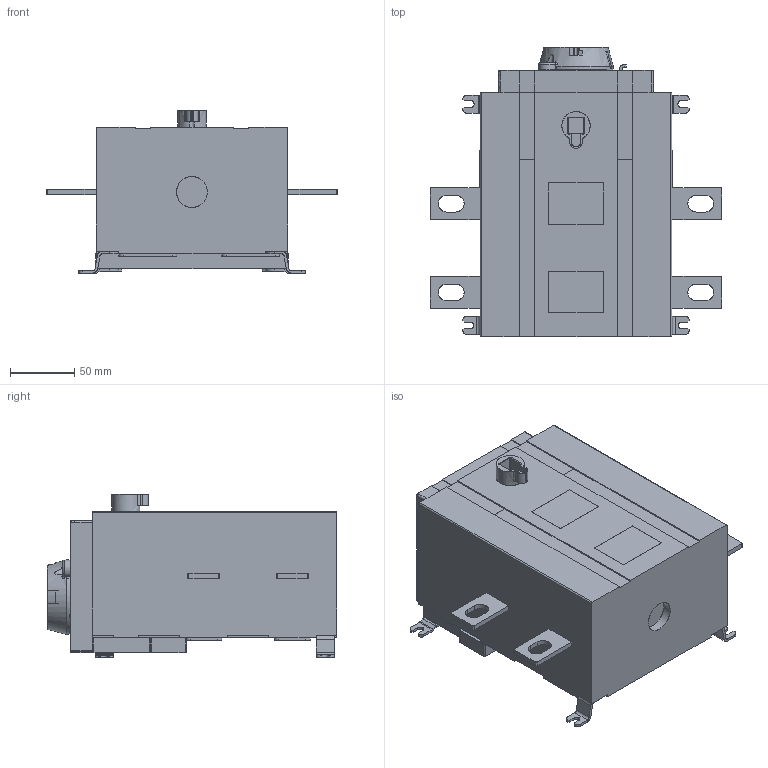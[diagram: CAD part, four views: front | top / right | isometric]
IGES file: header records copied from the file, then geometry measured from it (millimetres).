
Global section: file name: OTDC400U20S-iges-palikka.igs; preprocessor: I-DEAS 3D IGES Translator 15; date: 20141031.143706; units: millimetre
Bounding box: 227 x 225.2 x 127 mm (x, y, z)
Surface area: 167071.3 mm2 (no closed solid volume)
Topology: 0 solids, 0 shells, 647 faces, 3641 edges, 3587 vertices
Faces by surface type: bspline 647
